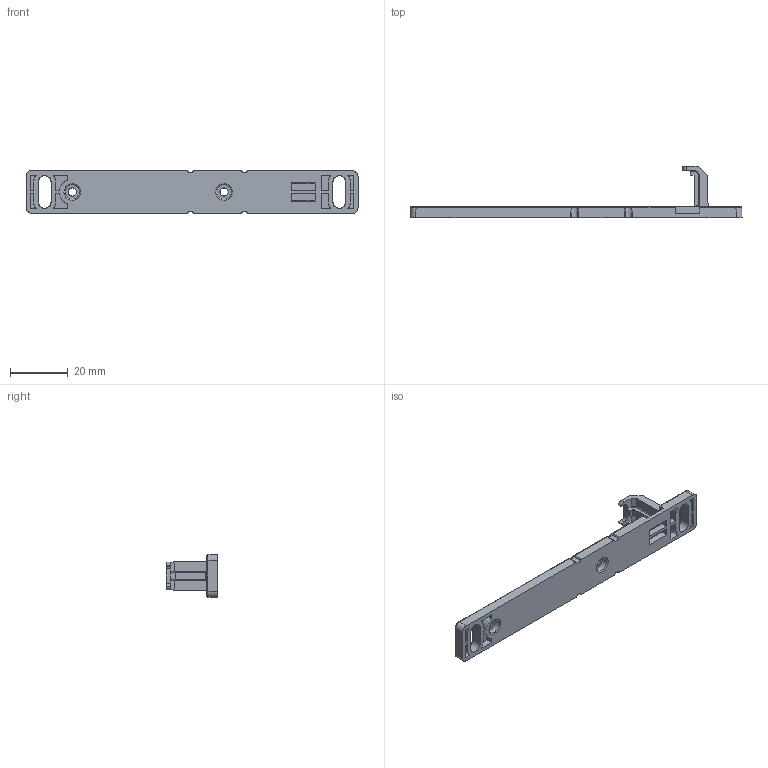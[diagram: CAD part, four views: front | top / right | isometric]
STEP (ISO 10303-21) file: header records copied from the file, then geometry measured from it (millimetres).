
FILE_DESCRIPTION(/* description */ (''),/* implementation_level */ '2;1');
FILE_NAME(/* name */ 'Bottom Case.ipt.step',/* time_stamp */ '2020-04-16T23:13:38-04:00',/* author */ ('Jordan'),/* organization */ (''),/* preprocessor_version */ 'ST-DEVELOPER v17',/* originating_system */ 'Autodesk Inventor 2019',/* authorisation */ '');
FILE_SCHEMA (('AUTOMOTIVE_DESIGN { 1 0 10303 214 3 1 1 }'));
Length unit declared in the file: inch
Products named in the file (1): Bottom Case
Bounding box: 114.5 x 17.78 x 14.73 mm (x, y, z)
Volume: 4155.6 mm3; surface area: 5796.4 mm2
Topology: 1 solids, 1 shells, 210 faces, 550 edges, 350 vertices
Faces by surface type: plane 118, cylinder 32, cone 30, bspline 12, torus 10, sphere 8
Entity records: 6697 total; most frequent: CARTESIAN_POINT 1491, ORIENTED_EDGE 1084, DIRECTION 1074, EDGE_CURVE 542, AXIS2_PLACEMENT_3D 369, VERTEX_POINT 350, LINE 336, VECTOR 336
